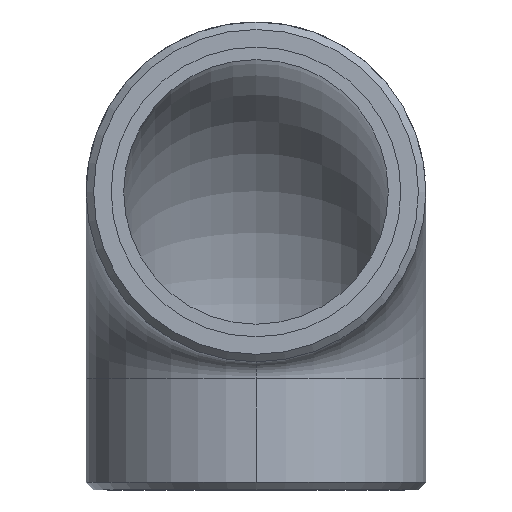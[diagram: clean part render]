
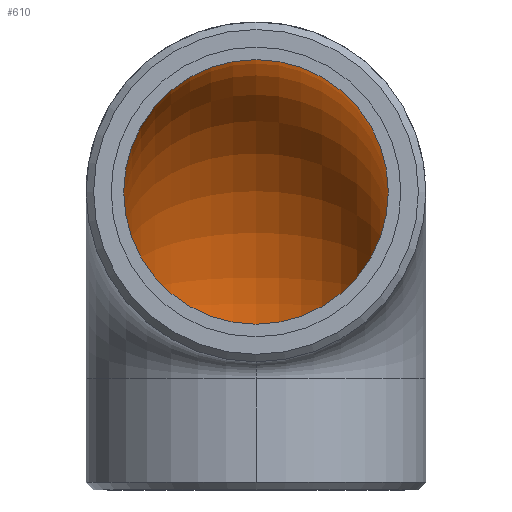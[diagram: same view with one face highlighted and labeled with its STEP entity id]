
A CAD part, left-side view. The second image highlights one B-rep face of the part: STEP entity #610.
In plain terms, the highlighted toroidal (fillet/blend) face has major radius 23.25 mm and minor radius 22.2 mm.
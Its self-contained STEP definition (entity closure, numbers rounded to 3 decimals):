
#2 = DIRECTION ( 'NONE',  ( 0., 0., -1. ) ) ;
#3 = DIRECTION ( 'NONE',  ( -1., 0., 0. ) ) ;
#18 = VERTEX_POINT ( 'NONE', #19 ) ;
#19 = CARTESIAN_POINT ( 'NONE',  ( -23.25, 0., -22.2 ) ) ;
#26 = VERTEX_POINT ( 'NONE', #27 ) ;
#27 = CARTESIAN_POINT ( 'NONE',  ( -22.2, 0., -23.25 ) ) ;
#58 = EDGE_LOOP ( 'NONE', ( #730 ) ) ;
#85 = EDGE_LOOP ( 'NONE', ( #731 ) ) ;
#167 = DIRECTION ( 'NONE',  ( 0., 0., -1. ) ) ;
#168 = DIRECTION ( 'NONE',  ( 1., 0., 0. ) ) ;
#174 = CARTESIAN_POINT ( 'NONE',  ( -23.25, 0., 0. ) ) ;
#565 = DIRECTION ( 'NONE',  ( 0., 1., 0. ) ) ;
#566 = CARTESIAN_POINT ( 'NONE',  ( -23.25, 0., -23.25 ) ) ;
#567 = DIRECTION ( 'NONE',  ( 0., 0., 1. ) ) ;
#610 = ADVANCED_FACE ( 'NONE', ( #845, #851 ), #853, .F. ) ;
#640 = AXIS2_PLACEMENT_3D ( 'NONE', #949, #2, #3 ) ;
#684 = EDGE_CURVE ( 'NONE', #18, #18, #900, .T. ) ;
#700 = AXIS2_PLACEMENT_3D ( 'NONE', #174, #168, #167 ) ;
#706 = AXIS2_PLACEMENT_3D ( 'NONE', #566, #565, #567 ) ;
#722 = EDGE_CURVE ( 'NONE', #26, #26, #918, .T. ) ;
#730 = ORIENTED_EDGE ( 'NONE', *, *, #684, .F. ) ;
#731 = ORIENTED_EDGE ( 'NONE', *, *, #722, .T. ) ;
#845 = FACE_OUTER_BOUND ( 'NONE', #58, .T. ) ;
#851 = FACE_OUTER_BOUND ( 'NONE', #85, .T. ) ;
#853 = TOROIDAL_SURFACE ( 'NONE', #706, 23.25, 22.2 ) ;
#900 = CIRCLE ( 'NONE', #700, 22.2 ) ;
#918 = CIRCLE ( 'NONE', #640, 22.2 ) ;
#949 = CARTESIAN_POINT ( 'NONE',  ( 0., 0., -23.25 ) ) ;
